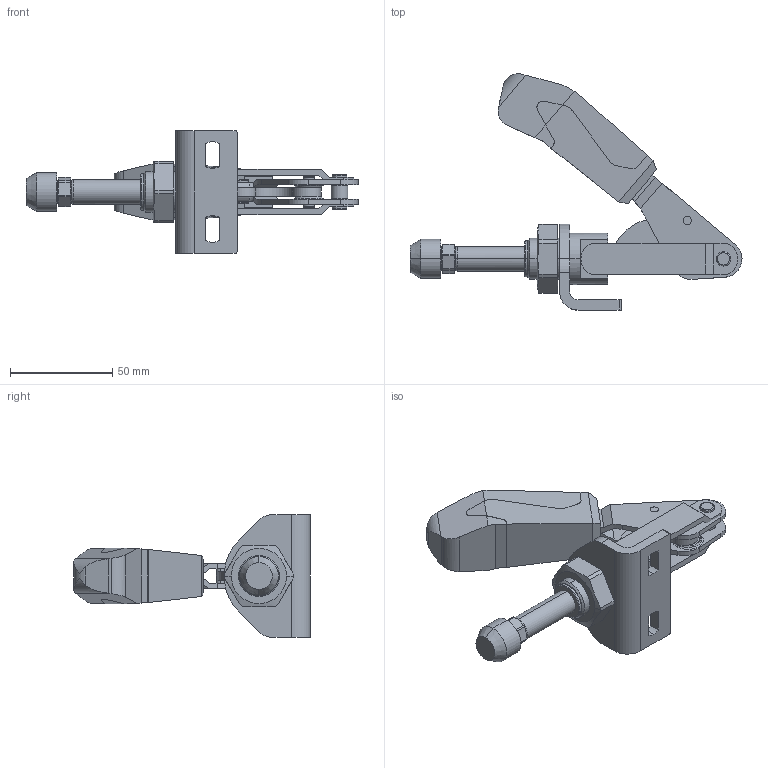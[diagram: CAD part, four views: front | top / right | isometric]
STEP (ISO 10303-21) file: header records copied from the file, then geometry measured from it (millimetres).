
FILE_DESCRIPTION(('STEP AP214'),'1');
FILE_NAME('HALDERN_EH_23330_2004.stp','2019-11-14T12:13:47',('TraceParts'),('TraceParts S.A.'),'Spatial InterOp 3D',' ',' ');
FILE_SCHEMA(('AUTOMOTIVE_DESIGN { 1 0 10303 214 1 1 1 1 }'));
Length unit declared in the file: millimetre
Products named in the file (1): HALDERN_EH_23330_2004_1
Bounding box: 162 x 115.33 x 60 mm (x, y, z)
Volume: 111589.3 mm3; surface area: 44967.4 mm2
Topology: 8 solids, 11 shells, 344 faces, 863 edges, 562 vertices
Faces by surface type: cylinder 146, plane 144, cone 32, bspline 22
Entity records: 13940 total; most frequent: CARTESIAN_POINT 2831, DIRECTION 1745, ORIENTED_EDGE 1726, EDGE_CURVE 863, AXIS2_PLACEMENT_3D 652, VERTEX_POINT 562, LINE 441, VECTOR 441
